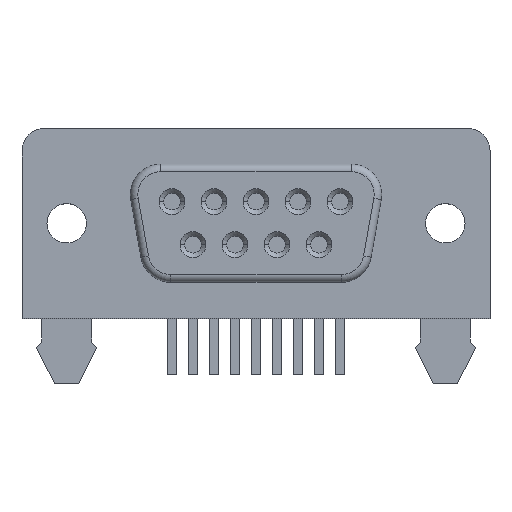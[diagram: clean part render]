
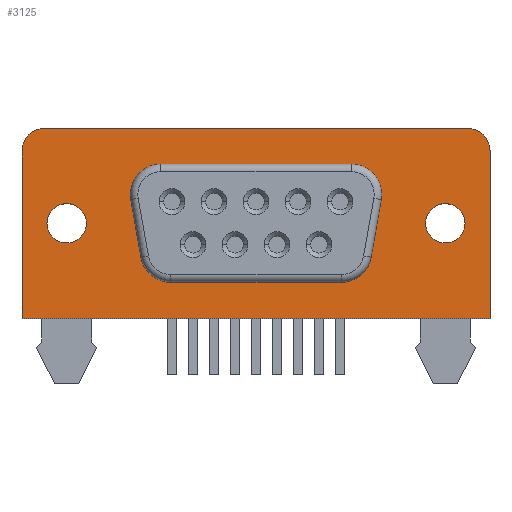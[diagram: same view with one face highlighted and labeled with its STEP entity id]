
A CAD part, top view. The second image highlights one B-rep face of the part: STEP entity #3125.
In plain terms, the highlighted planar face has unit normal (0, 0, 1).
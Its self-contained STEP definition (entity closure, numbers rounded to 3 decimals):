
#225=DIRECTION('',(-1.,0.,0.));
#226=VECTOR('',#225,30.9);
#227=CARTESIAN_POINT('',(67.747,-1.39,35.688));
#228=LINE('',#227,#226);
#653=CARTESIAN_POINT('',(64.797,4.885,35.688));
#654=DIRECTION('',(0.,0.,-1.));
#655=DIRECTION('',(1.,0.,0.));
#656=AXIS2_PLACEMENT_3D('',#653,#654,#655);
#658=CARTESIAN_POINT('',(64.797,4.885,35.688));
#659=DIRECTION('',(0.,0.,-1.));
#660=DIRECTION('',(-1.,0.,0.));
#661=AXIS2_PLACEMENT_3D('',#658,#659,#660);
#663=CARTESIAN_POINT('',(39.797,4.885,35.688));
#664=DIRECTION('',(0.,0.,-1.));
#665=DIRECTION('',(-1.,0.,0.));
#666=AXIS2_PLACEMENT_3D('',#663,#664,#665);
#668=CARTESIAN_POINT('',(39.797,4.885,35.688));
#669=DIRECTION('',(0.,0.,-1.));
#670=DIRECTION('',(1.,0.,0.));
#671=AXIS2_PLACEMENT_3D('',#668,#669,#670);
#673=CARTESIAN_POINT('',(66.247,9.66,35.688));
#674=DIRECTION('',(0.,0.,1.));
#675=DIRECTION('',(1.,0.,0.));
#676=AXIS2_PLACEMENT_3D('',#673,#674,#675);
#678=DIRECTION('',(0.,1.,0.));
#679=VECTOR('',#678,11.05);
#680=CARTESIAN_POINT('',(67.747,-1.39,35.688));
#681=LINE('',#680,#679);
#682=DIRECTION('',(0.,-1.,0.));
#683=VECTOR('',#682,11.05);
#684=CARTESIAN_POINT('',(36.847,9.66,35.688));
#685=LINE('',#684,#683);
#686=CARTESIAN_POINT('',(38.347,9.66,35.688));
#687=DIRECTION('',(0.,0.,1.));
#688=DIRECTION('',(-0.707,0.707,0.));
#689=AXIS2_PLACEMENT_3D('',#686,#687,#688);
#691=CARTESIAN_POINT('',(38.347,9.66,35.688));
#692=DIRECTION('',(0.,0.,1.));
#693=DIRECTION('',(0.,1.,0.));
#694=AXIS2_PLACEMENT_3D('',#691,#692,#693);
#696=CARTESIAN_POINT('',(66.247,9.66,35.688));
#697=DIRECTION('',(0.,0.,1.));
#698=DIRECTION('',(0.707,0.707,0.));
#699=AXIS2_PLACEMENT_3D('',#696,#697,#698);
#701=CARTESIAN_POINT('',(58.597,6.785,35.688));
#702=DIRECTION('',(0.,0.,-1.));
#703=DIRECTION('',(0.,1.,0.));
#704=AXIS2_PLACEMENT_3D('',#701,#702,#703);
#706=DIRECTION('',(1.,0.,0.));
#707=VECTOR('',#706,12.6);
#708=CARTESIAN_POINT('',(45.997,8.785,35.688));
#709=LINE('',#708,#707);
#710=CARTESIAN_POINT('',(45.997,6.785,35.688));
#711=DIRECTION('',(0.,0.,-1.));
#712=DIRECTION('',(-0.766,0.643,0.));
#713=AXIS2_PLACEMENT_3D('',#710,#711,#712);
#715=CARTESIAN_POINT('',(45.997,6.785,35.688));
#716=DIRECTION('',(0.,0.,-1.));
#717=DIRECTION('',(-0.985,-0.174,0.));
#718=AXIS2_PLACEMENT_3D('',#715,#716,#717);
#720=DIRECTION('',(-0.174,0.985,0.));
#721=VECTOR('',#720,3.859);
#722=CARTESIAN_POINT('',(44.698,2.638,35.688));
#723=LINE('',#722,#721);
#724=CARTESIAN_POINT('',(46.667,2.985,35.688));
#725=DIRECTION('',(0.,0.,-1.));
#726=DIRECTION('',(-0.643,-0.766,0.));
#727=AXIS2_PLACEMENT_3D('',#724,#725,#726);
#729=CARTESIAN_POINT('',(46.667,2.985,35.688));
#730=DIRECTION('',(0.,0.,-1.));
#731=DIRECTION('',(0.,-1.,0.));
#732=AXIS2_PLACEMENT_3D('',#729,#730,#731);
#734=DIRECTION('',(-1.,0.,0.));
#735=VECTOR('',#734,11.26);
#736=CARTESIAN_POINT('',(57.927,0.985,35.688));
#737=LINE('',#736,#735);
#738=CARTESIAN_POINT('',(57.927,2.985,35.688));
#739=DIRECTION('',(0.,0.,-1.));
#740=DIRECTION('',(0.643,-0.766,0.));
#741=AXIS2_PLACEMENT_3D('',#738,#739,#740);
#743=CARTESIAN_POINT('',(57.927,2.985,35.688));
#744=DIRECTION('',(0.,0.,-1.));
#745=DIRECTION('',(0.985,-0.174,0.));
#746=AXIS2_PLACEMENT_3D('',#743,#744,#745);
#748=DIRECTION('',(-0.174,-0.985,0.));
#749=VECTOR('',#748,3.859);
#750=CARTESIAN_POINT('',(60.567,6.438,35.688));
#751=LINE('',#750,#749);
#752=CARTESIAN_POINT('',(58.597,6.785,35.688));
#753=DIRECTION('',(0.,0.,-1.));
#754=DIRECTION('',(0.766,0.643,0.));
#755=AXIS2_PLACEMENT_3D('',#752,#753,#754);
#855=DIRECTION('',(1.,0.,0.));
#856=VECTOR('',#855,27.9);
#857=CARTESIAN_POINT('',(38.347,11.16,35.688));
#858=LINE('',#857,#856);
#1598=CARTESIAN_POINT('',(38.347,11.16,35.688));
#1599=CARTESIAN_POINT('',(37.287,10.721,35.688));
#1600=VERTEX_POINT('',#1598);
#1601=VERTEX_POINT('',#1599);
#1602=CARTESIAN_POINT('',(36.847,9.66,35.688));
#1603=VERTEX_POINT('',#1602);
#1640=CARTESIAN_POINT('',(66.247,11.16,35.688));
#1641=VERTEX_POINT('',#1640);
#1646=CARTESIAN_POINT('',(36.847,-1.39,35.688));
#1647=VERTEX_POINT('',#1646);
#1664=CARTESIAN_POINT('',(67.308,10.721,35.688));
#1665=VERTEX_POINT('',#1664);
#1666=CARTESIAN_POINT('',(67.747,9.66,35.688));
#1667=VERTEX_POINT('',#1666);
#1670=CARTESIAN_POINT('',(67.747,-1.39,35.688));
#1671=VERTEX_POINT('',#1670);
#1696=CARTESIAN_POINT('',(45.382,1.453,35.688));
#1697=CARTESIAN_POINT('',(44.698,2.638,35.688));
#1698=VERTEX_POINT('',#1696);
#1699=VERTEX_POINT('',#1697);
#1700=CARTESIAN_POINT('',(46.667,0.985,35.688));
#1701=VERTEX_POINT('',#1700);
#1730=CARTESIAN_POINT('',(44.028,6.438,35.688));
#1731=VERTEX_POINT('',#1730);
#1732=CARTESIAN_POINT('',(57.927,0.985,35.688));
#1733=VERTEX_POINT('',#1732);
#1758=CARTESIAN_POINT('',(44.465,8.071,35.688));
#1759=CARTESIAN_POINT('',(45.997,8.785,35.688));
#1760=VERTEX_POINT('',#1758);
#1761=VERTEX_POINT('',#1759);
#1762=CARTESIAN_POINT('',(59.213,1.453,35.688));
#1763=VERTEX_POINT('',#1762);
#1764=CARTESIAN_POINT('',(59.897,2.638,35.688));
#1765=VERTEX_POINT('',#1764);
#1800=CARTESIAN_POINT('',(58.597,8.785,35.688));
#1801=VERTEX_POINT('',#1800);
#1804=CARTESIAN_POINT('',(60.567,6.438,35.688));
#1805=VERTEX_POINT('',#1804);
#1830=CARTESIAN_POINT('',(60.129,8.071,35.688));
#1831=VERTEX_POINT('',#1830);
#1892=CARTESIAN_POINT('',(66.097,4.885,35.688));
#1894=VERTEX_POINT('',#1892);
#1896=CARTESIAN_POINT('',(63.497,4.885,35.688));
#1898=VERTEX_POINT('',#1896);
#1901=CARTESIAN_POINT('',(41.097,4.885,35.688));
#1903=VERTEX_POINT('',#1901);
#1905=CARTESIAN_POINT('',(38.497,4.885,35.688));
#1907=VERTEX_POINT('',#1905);
#3068=CARTESIAN_POINT('',(67.747,-1.39,35.688));
#3069=DIRECTION('',(0.,0.,1.));
#3070=DIRECTION('',(0.,-1.,0.));
#3071=AXIS2_PLACEMENT_3D('',#3068,#3069,#3070);
#3072=PLANE('',#3071);
#3074=ORIENTED_EDGE('',*,*,#3073,.F.);
#3076=ORIENTED_EDGE('',*,*,#3075,.F.);
#3077=ORIENTED_EDGE('',*,*,#2098,.T.);
#3078=ORIENTED_EDGE('',*,*,#3033,.F.);
#3079=ORIENTED_EDGE('',*,*,#3054,.F.);
#3080=ORIENTED_EDGE('',*,*,#3063,.F.);
#3082=ORIENTED_EDGE('',*,*,#3081,.T.);
#3084=ORIENTED_EDGE('',*,*,#3083,.F.);
#3085=EDGE_LOOP('',(#3074,#3076,#3077,#3078,#3079,#3080,#3082,#3084));
#3086=FACE_OUTER_BOUND('',#3085,.F.);
#3088=ORIENTED_EDGE('',*,*,#3087,.F.);
#3090=ORIENTED_EDGE('',*,*,#3089,.F.);
#3091=EDGE_LOOP('',(#3088,#3090));
#3092=FACE_BOUND('',#3091,.F.);
#3094=ORIENTED_EDGE('',*,*,#3093,.F.);
#3096=ORIENTED_EDGE('',*,*,#3095,.F.);
#3097=EDGE_LOOP('',(#3094,#3096));
#3098=FACE_BOUND('',#3097,.F.);
#3100=ORIENTED_EDGE('',*,*,#3099,.F.);
#3102=ORIENTED_EDGE('',*,*,#3101,.F.);
#3104=ORIENTED_EDGE('',*,*,#3103,.F.);
#3106=ORIENTED_EDGE('',*,*,#3105,.F.);
#3108=ORIENTED_EDGE('',*,*,#3107,.F.);
#3110=ORIENTED_EDGE('',*,*,#3109,.F.);
#3112=ORIENTED_EDGE('',*,*,#3111,.F.);
#3114=ORIENTED_EDGE('',*,*,#3113,.F.);
#3116=ORIENTED_EDGE('',*,*,#3115,.F.);
#3118=ORIENTED_EDGE('',*,*,#3117,.F.);
#3120=ORIENTED_EDGE('',*,*,#3119,.F.);
#3122=ORIENTED_EDGE('',*,*,#3121,.F.);
#3123=EDGE_LOOP('',(#3100,#3102,#3104,#3106,#3108,#3110,#3112,#3114,#3116,#3118,
#3120,#3122));
#3124=FACE_BOUND('',#3123,.F.);
#3125=ADVANCED_FACE('',(#3086,#3092,#3098,#3124),#3072,.T.);
#657=CIRCLE('',#656,1.3);
#662=CIRCLE('',#661,1.3);
#667=CIRCLE('',#666,1.3);
#672=CIRCLE('',#671,1.3);
#677=CIRCLE('',#676,1.5);
#690=CIRCLE('',#689,1.5);
#695=CIRCLE('',#694,1.5);
#700=CIRCLE('',#699,1.5);
#705=CIRCLE('',#704,2.);
#714=CIRCLE('',#713,2.);
#719=CIRCLE('',#718,2.);
#728=CIRCLE('',#727,2.);
#733=CIRCLE('',#732,2.);
#742=CIRCLE('',#741,2.);
#747=CIRCLE('',#746,2.);
#756=CIRCLE('',#755,2.);
#2098=EDGE_CURVE('',#1671,#1647,#228,.T.);
#3033=EDGE_CURVE('',#1603,#1647,#685,.T.);
#3054=EDGE_CURVE('',#1601,#1603,#690,.T.);
#3063=EDGE_CURVE('',#1600,#1601,#695,.T.);
#3073=EDGE_CURVE('',#1667,#1665,#677,.T.);
#3075=EDGE_CURVE('',#1671,#1667,#681,.T.);
#3081=EDGE_CURVE('',#1600,#1641,#858,.T.);
#3083=EDGE_CURVE('',#1665,#1641,#700,.T.);
#3087=EDGE_CURVE('',#1894,#1898,#657,.T.);
#3089=EDGE_CURVE('',#1898,#1894,#662,.T.);
#3093=EDGE_CURVE('',#1907,#1903,#667,.T.);
#3095=EDGE_CURVE('',#1903,#1907,#672,.T.);
#3099=EDGE_CURVE('',#1801,#1831,#705,.T.);
#3101=EDGE_CURVE('',#1761,#1801,#709,.T.);
#3103=EDGE_CURVE('',#1760,#1761,#714,.T.);
#3105=EDGE_CURVE('',#1731,#1760,#719,.T.);
#3107=EDGE_CURVE('',#1699,#1731,#723,.T.);
#3109=EDGE_CURVE('',#1698,#1699,#728,.T.);
#3111=EDGE_CURVE('',#1701,#1698,#733,.T.);
#3113=EDGE_CURVE('',#1733,#1701,#737,.T.);
#3115=EDGE_CURVE('',#1763,#1733,#742,.T.);
#3117=EDGE_CURVE('',#1765,#1763,#747,.T.);
#3119=EDGE_CURVE('',#1805,#1765,#751,.T.);
#3121=EDGE_CURVE('',#1831,#1805,#756,.T.);
